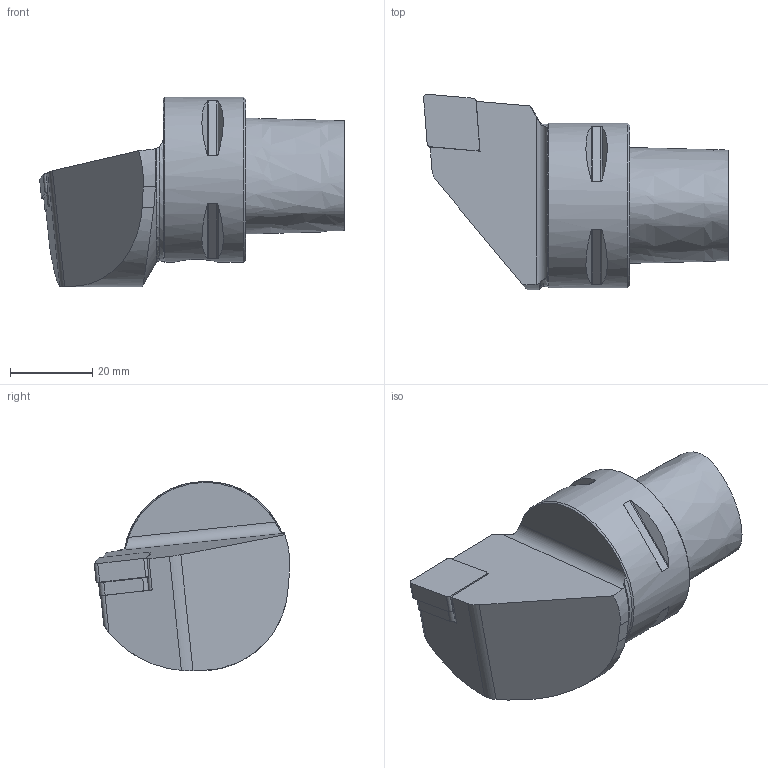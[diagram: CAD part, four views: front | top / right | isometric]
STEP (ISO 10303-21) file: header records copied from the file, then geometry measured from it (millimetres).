
FILE_DESCRIPTION(/* description */ (''),/* implementation_level */ '2;1');
FILE_NAME(/* name */ 'AC4 PCLNL 27050 12 H-light.stp',/* time_stamp */ '2024-11-15T14:27:05+03:00',/* author */ (''),/* organization */ (''),/* preprocessor_version */ 'ST-DEVELOPER v19.4',/* originating_system */ 'SIEMENS PLM Software NX2306.5001',/* authorisation */ '');
FILE_SCHEMA (('AUTOMOTIVE_DESIGN { 1 0 10303 214 3 1 1 1 }'));
Length unit declared in the file: millimetre
Products named in the file (1): AC4 PCLNR 27050 12 H-light_objects
Bounding box: 74 x 47.48 x 45.94 mm (x, y, z)
Volume: 61611.3 mm3; surface area: 11069.5 mm2
Topology: 2 solids, 2 shells, 102 faces, 258 edges, 169 vertices
Faces by surface type: plane 57, cylinder 29, cone 12, torus 2, bspline 2
Full cylindrical faces by diameter (mm): 4 x1, 10 x1, 40 x1
Entity records: 3950 total; most frequent: CARTESIAN_POINT 1342, ORIENTED_EDGE 478, DIRECTION 470, EDGE_CURVE 239, AXIS2_PLACEMENT_3D 171, VERTEX_POINT 162, LINE 128, VECTOR 128
